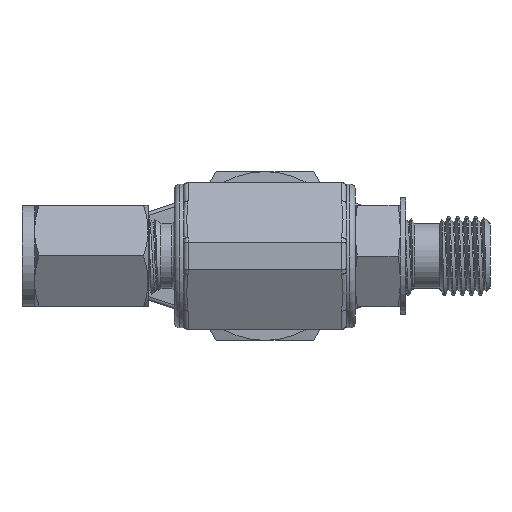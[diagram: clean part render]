
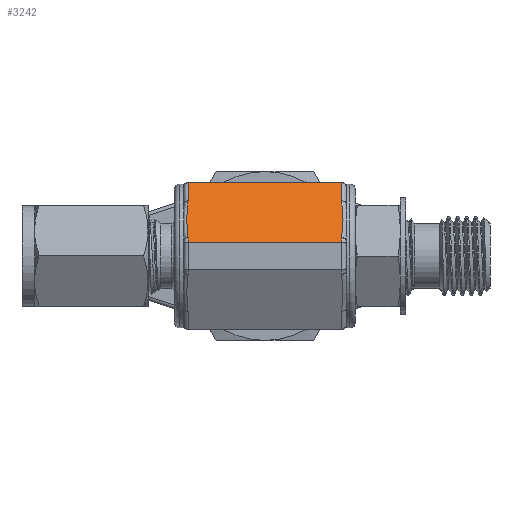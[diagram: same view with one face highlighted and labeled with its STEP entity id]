
A CAD part, front view. The second image highlights one B-rep face of the part: STEP entity #3242.
In plain terms, the highlighted planar face has unit normal (0, -0.866, 0.5).
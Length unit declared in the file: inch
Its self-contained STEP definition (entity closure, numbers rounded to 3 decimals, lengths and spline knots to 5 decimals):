
#800 = EDGE_CURVE ( 'Defeatured_2_45+Defeatured_2_46+Defeatured_2_72+Defeatured_2_87', #33650, #10247, #35651, .T. ) ;
#1229 = CARTESIAN_POINT ( 'NONE',  ( 0.85016, 0.37174, 1.85279 ) ) ;
#1462 = ORIENTED_EDGE ( 'NONE', *, *, #11451, .T. ) ;
#1578 = CARTESIAN_POINT ( 'NONE',  ( -0.00481, 0.27315, 1.68203 ) ) ;
#1990 = CARTESIAN_POINT ( 'NONE',  ( 0.85213, 0.35198, 1.81857 ) ) ;
#2298 = VECTOR ( 'NONE', #30351, 39.37008 ) ;
#2351 = LINE ( 'NONE', #4578, #32171 ) ;
#2365 = CARTESIAN_POINT ( 'NONE',  ( -0.00285, 0.23914, 1.62313 ) ) ;
#3242 = ADVANCED_FACE ( 'Defeatured_2_46', ( #26053 ), #9120, .T. ) ;
#4412 = CARTESIAN_POINT ( 'NONE',  ( -0.51634, 0.23914, 1.62313 ) ) ;
#4568 = VECTOR ( 'NONE', #36177, 39.37008 ) ;
#4578 = CARTESIAN_POINT ( 'NONE',  ( -0.00285, 0.23914, 1.62313 ) ) ;
#4778 = CARTESIAN_POINT ( 'NONE',  ( -0.00285, 0.25338, 1.6478 ) ) ;
#5193 = CARTESIAN_POINT ( 'NONE',  ( 0.85016, 0.37174, 1.85279 ) ) ;
#5994 = DIRECTION ( 'NONE',  ( 1., 0., 0. ) ) ;
#7709 = CARTESIAN_POINT ( 'NONE',  ( 0.85016, 0.42998, 1.95367 ) ) ;
#7740 = DIRECTION ( 'NONE',  ( 0., -0.5, -0.866 ) ) ;
#8211 = CARTESIAN_POINT ( 'NONE',  ( 0.85213, 0.27315, 1.68204 ) ) ;
#9120 = PLANE ( 'NONE',  #14112 ) ;
#9264 = DIRECTION ( 'NONE',  ( 0., -0.866, 0.5 ) ) ;
#9327 = ORIENTED_EDGE ( 'NONE', *, *, #28295, .T. ) ;
#9576 = CARTESIAN_POINT ( 'NONE',  ( -0.00285, 0.37174, 1.85279 ) ) ;
#9707 = ORIENTED_EDGE ( 'NONE', *, *, #10227, .T. ) ;
#10227 = EDGE_CURVE ( 'Defeatured_2_46+Defeatured_2_58+Defeatured_2_66+Defeatured_2_88', #34605, #28762, #20420, .T. ) ;
#10247 = VERTEX_POINT ( 'NONE', #7709 ) ;
#11307 = CARTESIAN_POINT ( 'NONE',  ( 0.85016, 0.42998, 1.95367 ) ) ;
#11451 = EDGE_CURVE ( 'Defeatured_2_46+Defeatured_2_68+Defeatured_2_70+Defeatured_2_66', #34067, #16277, #17411, .T. ) ;
#12393 = EDGE_CURVE ( 'Defeatured_2_46+Defeatured_2_86+Defeatured_2_88+Defeatured_2_85', #39095, #26183, #23742, .T. ) ;
#12940 = DIRECTION ( 'NONE',  ( 0., -0.5, -0.866 ) ) ;
#13082 = CARTESIAN_POINT ( 'NONE',  ( -0.00285, 0.23914, 1.62313 ) ) ;
#14112 = AXIS2_PLACEMENT_3D ( 'NONE', #25070, #9264, #31489 ) ;
#14530 = CARTESIAN_POINT ( 'NONE',  ( 0.85016, 0.25338, 1.6478 ) ) ;
#16277 = VERTEX_POINT ( 'NONE', #16558 ) ;
#16558 = CARTESIAN_POINT ( 'NONE',  ( -0.00285, 0.25338, 1.6478 ) ) ;
#17350 = CARTESIAN_POINT ( 'NONE',  ( -0.01042, 0.32243, 1.7674 ) ) ;
#17411 = B_SPLINE_CURVE_WITH_KNOTS ( 'NONE', 3,
 ( #33226, #30046, #39456, #36396, #17350, #39589, #20562, #1578, #23761, #4778 ),
 .UNSPECIFIED., .F., .F.,
 ( 4, 2, 2, 2, 4 ),
 ( 0., 0.00151, 0.00301, 0.00452, 0.00603 ),
 .UNSPECIFIED. ) ;
#17631 = CARTESIAN_POINT ( 'NONE',  ( 0.85016, 0.23914, 1.62313 ) ) ;
#17749 = CARTESIAN_POINT ( 'NONE',  ( 0.85773, 0.30272, 1.73325 ) ) ;
#18531 = DIRECTION ( 'NONE',  ( 0., 0.5, 0.866 ) ) ;
#18697 = VECTOR ( 'NONE', #5994, 39.37008 ) ;
#20420 = LINE ( 'NONE', #4412, #4568 ) ;
#20562 = CARTESIAN_POINT ( 'NONE',  ( -0.00863, 0.29285, 1.71615 ) ) ;
#20961 = CARTESIAN_POINT ( 'NONE',  ( 0.85594, 0.33228, 1.78445 ) ) ;
#23742 = B_SPLINE_CURVE_WITH_KNOTS ( 'NONE', 3,
 ( #33608, #30436, #8211, #36794, #17749, #39986, #20961, #1990, #24164, #5193 ),
 .UNSPECIFIED., .F., .F.,
 ( 4, 2, 2, 2, 4 ),
 ( 0., 0.00151, 0.00302, 0.00452, 0.00603 ),
 .UNSPECIFIED. ) ;
#23761 = CARTESIAN_POINT ( 'NONE',  ( -0.00285, 0.2633, 1.66498 ) ) ;
#23928 = EDGE_CURVE ( 'Defeatured_2_46+Defeatured_2_70+Defeatured_2_45+Defeatured_2_68', #33650, #34067, #2351, .T. ) ;
#24164 = CARTESIAN_POINT ( 'NONE',  ( 0.85016, 0.36184, 1.83564 ) ) ;
#24938 = CARTESIAN_POINT ( 'NONE',  ( 0.85016, 0.42998, 1.95367 ) ) ;
#25070 = CARTESIAN_POINT ( 'NONE',  ( -0.51634, 0.31256, 1.7503 ) ) ;
#25202 = CARTESIAN_POINT ( 'NONE',  ( -0.00285, 0.42998, 1.95367 ) ) ;
#26053 = FACE_OUTER_BOUND ( 'NONE', #31278, .T. ) ;
#26183 = VERTEX_POINT ( 'NONE', #1229 ) ;
#26572 = ORIENTED_EDGE ( 'NONE', *, *, #27724, .T. ) ;
#27070 = ORIENTED_EDGE ( 'NONE', *, *, #34741, .T. ) ;
#27724 = EDGE_CURVE ( 'Defeatured_2_46+Defeatured_2_88+Defeatured_2_58+Defeatured_2_86', #28762, #39095, #37034, .T. ) ;
#28135 = ORIENTED_EDGE ( 'NONE', *, *, #800, .F. ) ;
#28295 = EDGE_CURVE ( 'Defeatured_2_46+Defeatured_2_66+Defeatured_2_68+Defeatured_2_58', #16277, #34605, #31571, .T. ) ;
#28762 = VERTEX_POINT ( 'NONE', #17631 ) ;
#29279 = ORIENTED_EDGE ( 'NONE', *, *, #23928, .T. ) ;
#30046 = CARTESIAN_POINT ( 'NONE',  ( -0.00285, 0.36184, 1.83565 ) ) ;
#30351 = DIRECTION ( 'NONE',  ( 0., 0.5, 0.866 ) ) ;
#30436 = CARTESIAN_POINT ( 'NONE',  ( 0.85016, 0.2633, 1.66498 ) ) ;
#31278 = EDGE_LOOP ( 'NONE', ( #28135, #29279, #1462, #9327, #9707, #26572, #31507, #27070 ) ) ;
#31489 = DIRECTION ( 'NONE',  ( 0., -0.5, -0.866 ) ) ;
#31507 = ORIENTED_EDGE ( 'NONE', *, *, #12393, .T. ) ;
#31571 = LINE ( 'NONE', #13082, #39000 ) ;
#32171 = VECTOR ( 'NONE', #7740, 39.37008 ) ;
#33226 = CARTESIAN_POINT ( 'NONE',  ( -0.00285, 0.37174, 1.85279 ) ) ;
#33397 = LINE ( 'NONE', #24938, #40812 ) ;
#33608 = CARTESIAN_POINT ( 'NONE',  ( 0.85016, 0.25338, 1.6478 ) ) ;
#33650 = VERTEX_POINT ( 'NONE', #25202 ) ;
#34067 = VERTEX_POINT ( 'NONE', #9576 ) ;
#34605 = VERTEX_POINT ( 'NONE', #2365 ) ;
#34741 = EDGE_CURVE ( 'Defeatured_2_46+Defeatured_2_85+Defeatured_2_86+Defeatured_2_45', #26183, #10247, #33397, .T. ) ;
#35651 = LINE ( 'NONE', #40545, #18697 ) ;
#36177 = DIRECTION ( 'NONE',  ( 1., 0., 0. ) ) ;
#36396 = CARTESIAN_POINT ( 'NONE',  ( -0.00863, 0.33229, 1.78448 ) ) ;
#36794 = CARTESIAN_POINT ( 'NONE',  ( 0.85595, 0.29286, 1.71617 ) ) ;
#37034 = LINE ( 'NONE', #11307, #2298 ) ;
#39000 = VECTOR ( 'NONE', #12940, 39.37008 ) ;
#39095 = VERTEX_POINT ( 'NONE', #14530 ) ;
#39456 = CARTESIAN_POINT ( 'NONE',  ( -0.00481, 0.35198, 1.81858 ) ) ;
#39589 = CARTESIAN_POINT ( 'NONE',  ( -0.01042, 0.30271, 1.73324 ) ) ;
#39986 = CARTESIAN_POINT ( 'NONE',  ( 0.85773, 0.32243, 1.76738 ) ) ;
#40545 = CARTESIAN_POINT ( 'NONE',  ( -0.51634, 0.42998, 1.95367 ) ) ;
#40812 = VECTOR ( 'NONE', #18531, 39.37008 ) ;
